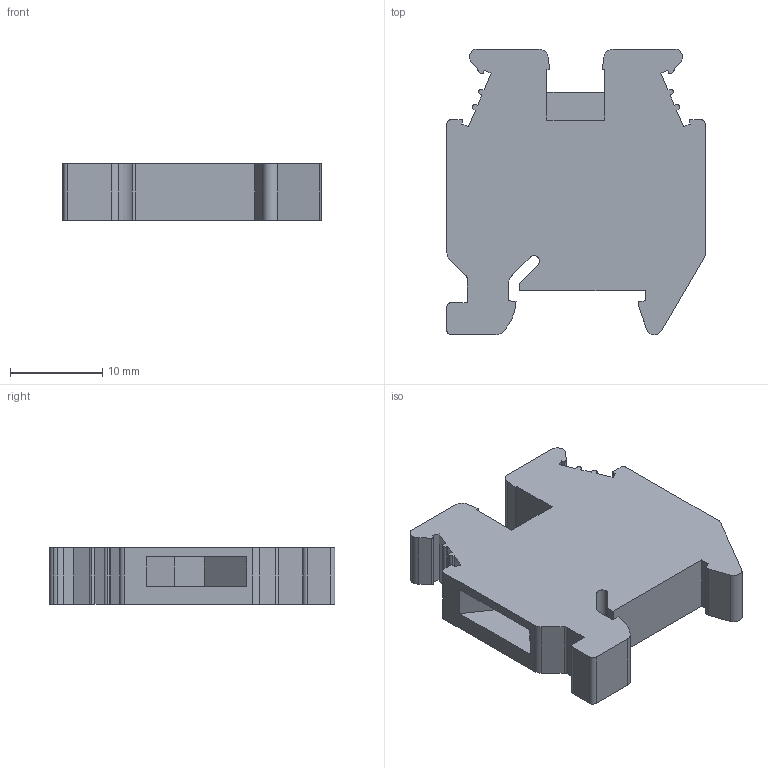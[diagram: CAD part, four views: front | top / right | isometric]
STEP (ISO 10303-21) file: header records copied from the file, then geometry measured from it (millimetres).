
FILE_DESCRIPTION(('OneSpaceDesigner STEP Export'),'2;1');
FILE_NAME('0452043_mbk_5_e_z_pe_select.stp','2004-11-04T 9:15:09',(''),(''),'OneSpace Designer STEP processor (Jan. 2003) for AP203(Solid Model)','OneSpace Designer 12.01C 26-Mar-2004 (C) CoCreate Software GmbH','');
FILE_SCHEMA(('CONFIG_CONTROL_DESIGN'));
Length unit declared in the file: millimetre
Products named in the file (2): 0452043_mbk_5_e_z_pe_select
Assembly tree (1 placements, depth 2):
  0452043_mbk_5_e_z_pe_select
    0452043_mbk_5_e_z_pe_select
Bounding box: 28 x 31 x 6.16 mm (x, y, z)
Volume: 3823.7 mm3; surface area: 2565.7 mm2
Topology: 1 solids, 1 shells, 110 faces, 312 edges, 208 vertices
Faces by surface type: plane 71, cylinder 39
Entity records: 4506 total; most frequent: ORIENTED_EDGE 624, CARTESIAN_POINT 598, DIRECTION 546, EDGE_CURVE 312, VECTOR 234, LINE 234, VERTEX_POINT 208, AXIS2_PLACEMENT_3D 156
